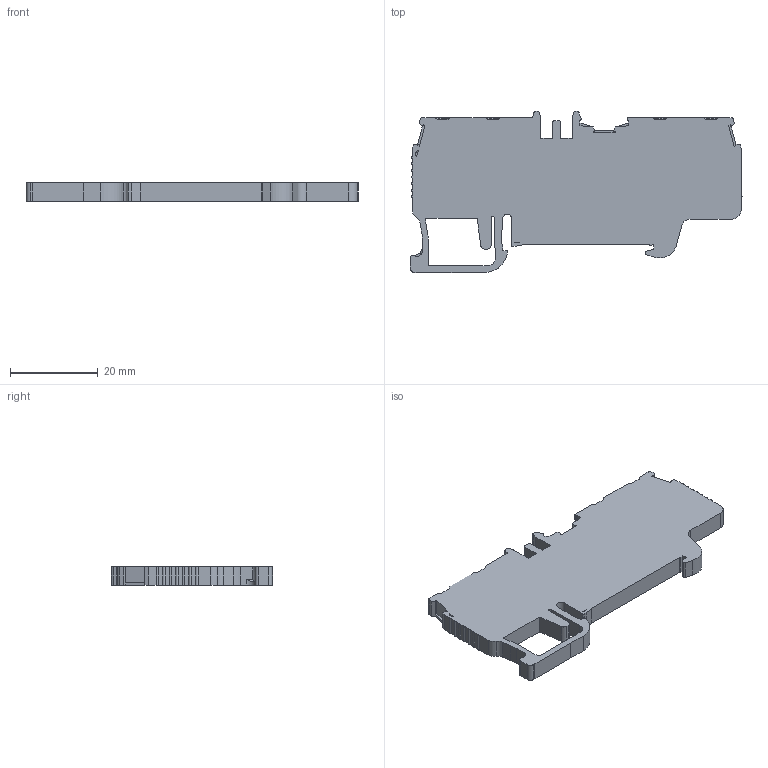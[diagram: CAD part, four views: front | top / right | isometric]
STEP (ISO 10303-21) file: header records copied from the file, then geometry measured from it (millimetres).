
FILE_DESCRIPTION (( 'STEP AP214' ), '1' );
FILE_NAME ('307020_PYK 1.5C_Beige.STP', '2014-01-17T06:58:55', ( 'arge' ), ( 'Microsoft' ), 'SwSTEP 2.0', 'SolidWorks 2013', '' );
FILE_SCHEMA (( 'AUTOMOTIVE_DESIGN' ));
Length unit declared in the file: millimetre
Products named in the file (1): 307020_PYK 1.5C_Beige
Bounding box: 75.48 x 36.6 x 4.15 mm (x, y, z)
Volume: 8116.2 mm3; surface area: 5414.1 mm2
Topology: 1 solids, 1 shells, 332 faces, 940 edges, 617 vertices
Faces by surface type: plane 181, cylinder 122, cone 29
Entity records: 14108 total; most frequent: CARTESIAN_POINT 2096, ORIENTED_EDGE 1880, DIRECTION 1819, EDGE_CURVE 940, VERTEX_POINT 617, LINE 615, VECTOR 615, AXIS2_PLACEMENT_3D 602
